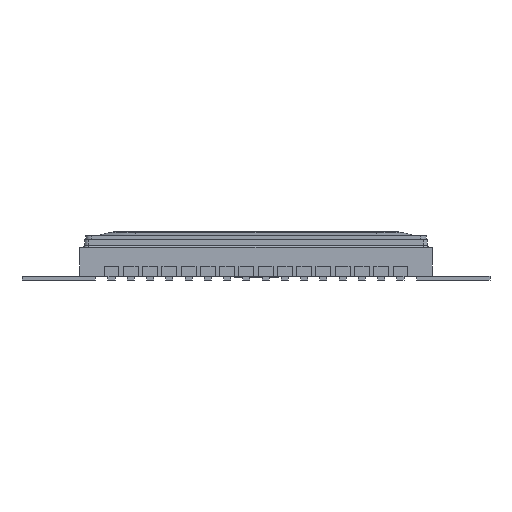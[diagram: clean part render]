
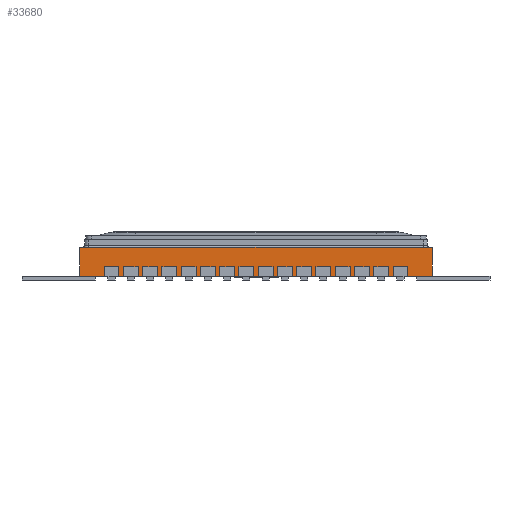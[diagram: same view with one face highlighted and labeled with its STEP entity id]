
A CAD part, front view. The second image highlights one B-rep face of the part: STEP entity #33680.
In plain terms, the highlighted planar face has unit normal (0, -1, 0).
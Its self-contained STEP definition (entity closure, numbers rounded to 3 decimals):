
#33680=ADVANCED_FACE('',(#33822),#33824,.T.);
#33822=FACE_OUTER_BOUND('',#33823,.T.);
#33823=EDGE_LOOP('',(#33935,#33936,#33937,#33938));
#33824=PLANE('',#33825);
#33825=AXIS2_PLACEMENT_3D('',#33826,#33827,#33828);
#33826=CARTESIAN_POINT('',(-9.15,-9.15,0.));
#33827=DIRECTION('',(0.,-1.,0.));
#33828=DIRECTION('',(0.,0.,-1.));
#33935=ORIENTED_EDGE('',*,*,#34007,.T.);
#33936=ORIENTED_EDGE('',*,*,#34008,.T.);
#33937=ORIENTED_EDGE('',*,*,#34006,.T.);
#33938=ORIENTED_EDGE('',*,*,#34009,.T.);
#34006=EDGE_CURVE('',#34040,#34044,#34046,.T.);
#34007=EDGE_CURVE('',#34047,#34048,#34049,.T.);
#34008=EDGE_CURVE('',#34048,#34040,#34050,.T.);
#34009=EDGE_CURVE('',#34044,#34047,#34051,.T.);
#34040=VERTEX_POINT('',#34100);
#34044=VERTEX_POINT('',#34108);
#34046=LINE('',#34112,#34113);
#34047=VERTEX_POINT('',#34115);
#34048=VERTEX_POINT('',#34116);
#34049=LINE('',#34117,#34118);
#34050=LINE('',#34120,#34121);
#34051=LINE('',#34123,#34124);
#34100=CARTESIAN_POINT('',(-9.15,-9.15,0.));
#34108=CARTESIAN_POINT('',(9.15,-9.15,0.));
#34112=CARTESIAN_POINT('',(-9.15,-9.15,0.));
#34113=VECTOR('',#34114,1.);
#34114=DIRECTION('',(1.,0.,0.));
#34115=CARTESIAN_POINT('',(9.15,-9.15,1.5));
#34116=CARTESIAN_POINT('',(-9.15,-9.15,1.5));
#34117=CARTESIAN_POINT('',(9.15,-9.15,1.5));
#34118=VECTOR('',#34119,1.);
#34119=DIRECTION('',(-1.,0.,0.));
#34120=CARTESIAN_POINT('',(-9.15,-9.15,1.5));
#34121=VECTOR('',#34122,1.);
#34122=DIRECTION('',(0.,0.,-1.));
#34123=CARTESIAN_POINT('',(9.15,-9.15,0.));
#34124=VECTOR('',#34125,1.);
#34125=DIRECTION('',(0.,0.,1.));
